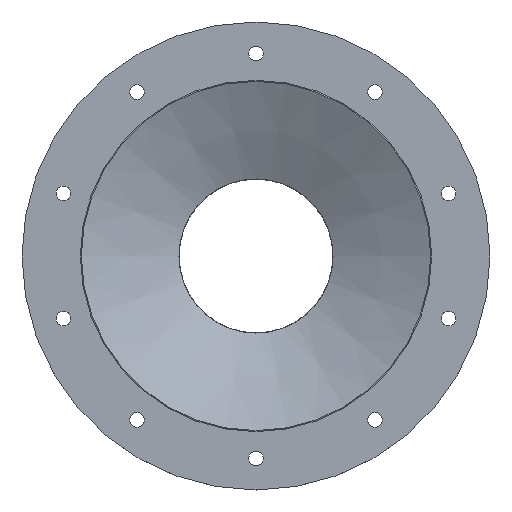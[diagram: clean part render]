
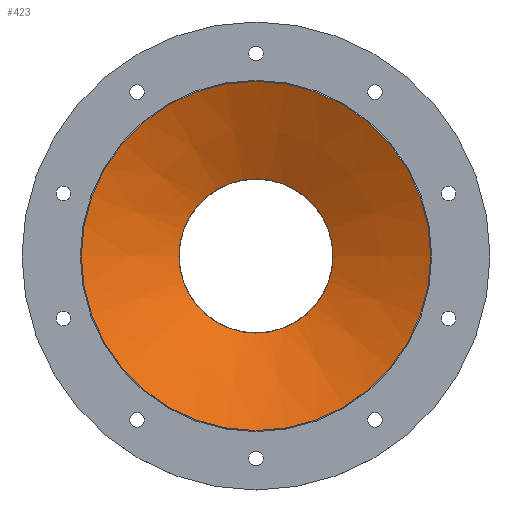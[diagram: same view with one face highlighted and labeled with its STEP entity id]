
A CAD part, top view. The second image highlights one B-rep face of the part: STEP entity #423.
In plain terms, the highlighted conical face has half-angle 63.829 degrees and reference radius 360 mm.
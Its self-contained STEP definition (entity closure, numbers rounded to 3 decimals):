
#63=FACE_OUTER_BOUND('',#88,.T.);
#88=EDGE_LOOP('',(#319,#320,#321,#322,#323));
#133=LINE('',#697,#150);
#150=VECTOR('',#553,360.);
#170=CIRCLE('',#467,220.897);
#171=CIRCLE('',#468,220.897);
#172=CIRCLE('',#470,500.);
#211=VERTEX_POINT('',#690);
#212=VERTEX_POINT('',#691);
#213=VERTEX_POINT('',#696);
#250=EDGE_CURVE('',#211,#212,#170,.T.);
#251=EDGE_CURVE('',#212,#211,#171,.T.);
#253=EDGE_CURVE('',#212,#213,#133,.T.);
#254=EDGE_CURVE('',#213,#213,#172,.T.);
#319=ORIENTED_EDGE('',*,*,#250,.F.);
#320=ORIENTED_EDGE('',*,*,#251,.F.);
#321=ORIENTED_EDGE('',*,*,#253,.T.);
#322=ORIENTED_EDGE('',*,*,#254,.F.);
#323=ORIENTED_EDGE('',*,*,#253,.F.);
#418=CONICAL_SURFACE('',#469,360.,1.114);
#423=ADVANCED_FACE('',(#63),#418,.F.);
#467=AXIS2_PLACEMENT_3D('',#692,#546,#547);
#468=AXIS2_PLACEMENT_3D('',#693,#548,#549);
#469=AXIS2_PLACEMENT_3D('',#695,#551,#552);
#470=AXIS2_PLACEMENT_3D('',#698,#554,#555);
#546=DIRECTION('center_axis',(0.,0.,1.));
#547=DIRECTION('ref_axis',(1.,0.,0.));
#548=DIRECTION('center_axis',(0.,0.,1.));
#549=DIRECTION('ref_axis',(1.,0.,0.));
#551=DIRECTION('center_axis',(0.,0.,1.));
#552=DIRECTION('ref_axis',(-1.,0.,0.));
#553=DIRECTION('',(0.897,0.,0.441));
#554=DIRECTION('center_axis',(0.,0.,-1.));
#555=DIRECTION('ref_axis',(1.,0.,0.));
#690=CARTESIAN_POINT('',(-220.897,0.,13.141));
#691=CARTESIAN_POINT('',(220.897,0.,13.141));
#692=CARTESIAN_POINT('Origin',(0.,0.,13.141));
#693=CARTESIAN_POINT('Origin',(0.,0.,13.141));
#695=CARTESIAN_POINT('Origin',(0.,0.,81.5));
#696=CARTESIAN_POINT('',(500.,0.,150.3));
#697=CARTESIAN_POINT('',(360.,0.,81.5));
#698=CARTESIAN_POINT('Origin',(0.,0.,150.3));
